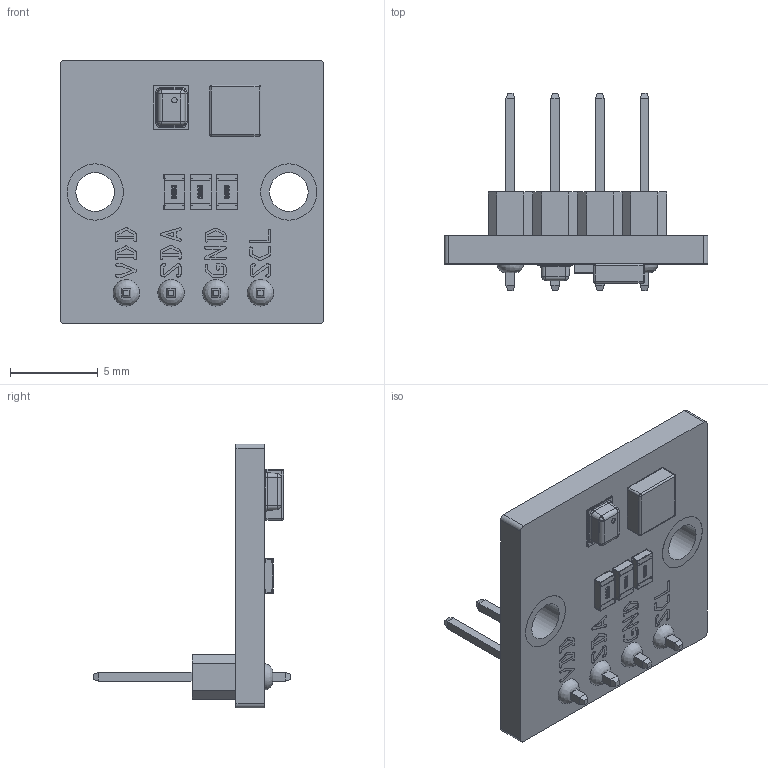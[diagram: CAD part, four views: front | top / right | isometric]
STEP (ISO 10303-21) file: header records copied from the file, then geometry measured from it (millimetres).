
FILE_DESCRIPTION(/* description */ (''),/* implementation_level */ '2;1');
FILE_NAME(/* name */ 'AHT20+BMP280.step',/* time_stamp */ '2024-07-24T13:31:00+12:00',/* author */ (''),/* organization */ (''),/* preprocessor_version */ 'ST-DEVELOPER v20',/* originating_system */ 'Autodesk Translation Framework v13.14.0.145',/* authorisation */ '');
FILE_SCHEMA (('AUTOMOTIVE_DESIGN { 1 0 10303 214 3 1 1 }'));
Length unit declared in the file: millimetre
Products named in the file (4): AHT20+BMP280; SMD_0805; BMP280; Header Pins - Male
Assembly tree (8 placements, depth 2):
  AHT20+BMP280
    Header Pins - Male  x4
    SMD_0805  x3
    BMP280
Bounding box: 15 x 11.2 x 15 mm (x, y, z)
Volume: 433.1 mm3; surface area: 913.5 mm2
Topology: 24 solids, 24 shells, 857 faces, 2282 edges, 1535 vertices
Faces by surface type: plane 581, bspline 199, cylinder 53, cone 8, torus 8, sphere 8
Full cylindrical faces by diameter (mm): 0.2 x1, 0.26 x1, 0.3 x1, 2.2 x2, 3.2 x4
Entity records: 22853 total; most frequent: CARTESIAN_POINT 8540, ORIENTED_EDGE 3240, DIRECTION 2160, EDGE_CURVE 1620, VERTEX_POINT 1073, LINE 1070, VECTOR 1070, EDGE_LOOP 681
